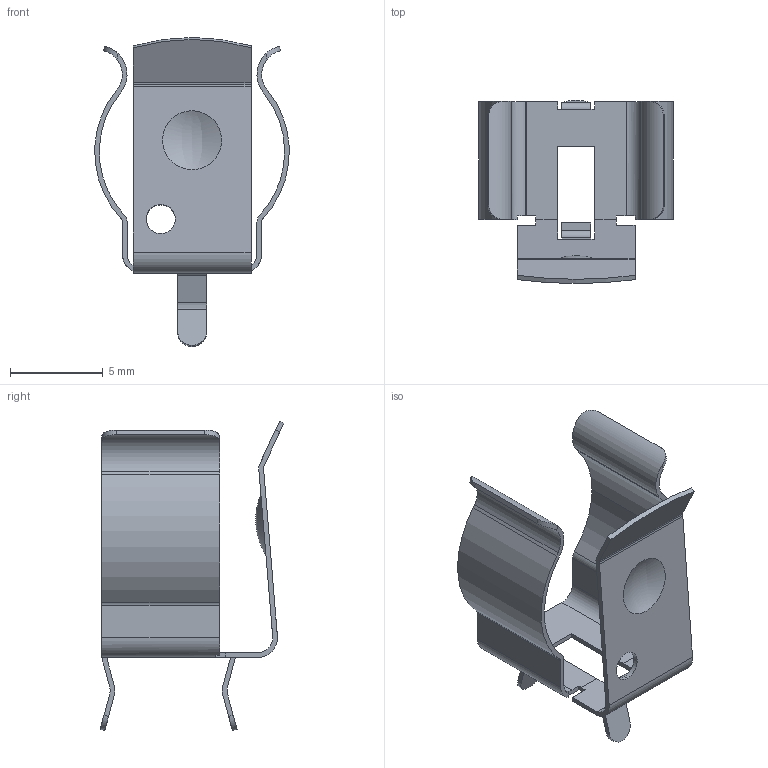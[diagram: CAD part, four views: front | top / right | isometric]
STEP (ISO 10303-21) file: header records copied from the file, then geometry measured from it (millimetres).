
FILE_DESCRIPTION (( 'STEP AP214' ), '1' );
FILE_NAME ('User Library-Keystone 82.STEP', '2016-08-02T14:56:59', ( 'Windows User' ), ( '' ), 'SwSTEP 2.0', 'SolidWorks 2016', '' );
FILE_SCHEMA (( 'AUTOMOTIVE_DESIGN' ));
Length unit declared in the file: millimetre
Products named in the file (1): User Library-Keystone 82
Bounding box: 10.48 x 9.89 x 16.65 mm (x, y, z)
Volume: 77.8 mm3; surface area: 647.8 mm2
Topology: 1 solids, 1 shells, 102 faces, 296 edges, 196 vertices
Faces by surface type: plane 57, cylinder 43, bspline 2
Entity records: 3577 total; most frequent: CARTESIAN_POINT 812, ORIENTED_EDGE 592, DIRECTION 558, EDGE_CURVE 296, VECTOR 202, LINE 202, VERTEX_POINT 196, AXIS2_PLACEMENT_3D 178
